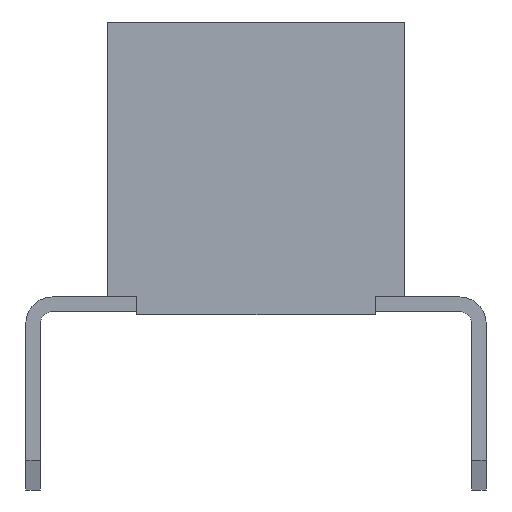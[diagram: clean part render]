
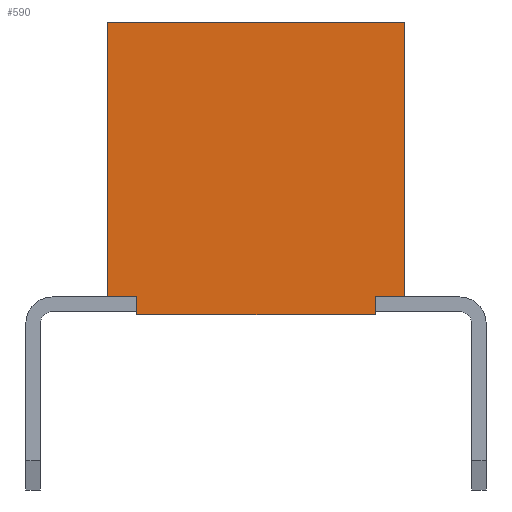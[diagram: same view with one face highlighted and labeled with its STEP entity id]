
A CAD part, left-side view. The second image highlights one B-rep face of the part: STEP entity #590.
In plain terms, the highlighted planar face has unit normal (-1, 0, 0).
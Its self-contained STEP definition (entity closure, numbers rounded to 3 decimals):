
#590=ADVANCED_FACE('',(#2840),#1788,.T.);
#1788=PLANE('',#23493);
#2840=FACE_OUTER_BOUND('',#4124,.T.);
#4124=EDGE_LOOP('',(#6292,#6293,#6294,#6295,#6296,#6297,#6298,#6299));
#6292=ORIENTED_EDGE('',*,*,#14995,.T.);
#6293=ORIENTED_EDGE('',*,*,#14993,.T.);
#6294=ORIENTED_EDGE('',*,*,#15025,.F.);
#6295=ORIENTED_EDGE('',*,*,#14533,.T.);
#6296=ORIENTED_EDGE('',*,*,#15026,.T.);
#6297=ORIENTED_EDGE('',*,*,#15027,.T.);
#6298=ORIENTED_EDGE('',*,*,#15028,.F.);
#6299=ORIENTED_EDGE('',*,*,#14529,.T.);
#12425=VERTEX_POINT('',#31951);
#12426=VERTEX_POINT('',#31953);
#12429=VERTEX_POINT('',#31959);
#12430=VERTEX_POINT('',#31961);
#12887=VERTEX_POINT('',#32876);
#12889=VERTEX_POINT('',#32880);
#12890=VERTEX_POINT('',#32917);
#12891=VERTEX_POINT('',#32919);
#14529=EDGE_CURVE('',#12426,#12425,#17859,.T.);
#14533=EDGE_CURVE('',#12430,#12429,#17863,.T.);
#14993=EDGE_CURVE('',#12887,#12889,#18323,.T.);
#14995=EDGE_CURVE('',#12425,#12887,#18325,.T.);
#15025=EDGE_CURVE('',#12430,#12889,#18355,.T.);
#15026=EDGE_CURVE('',#12429,#12890,#18356,.T.);
#15027=EDGE_CURVE('',#12890,#12891,#18357,.T.);
#15028=EDGE_CURVE('',#12426,#12891,#18358,.T.);
#17859=LINE('',#31952,#20897);
#17863=LINE('',#31960,#20901);
#18323=LINE('',#32881,#21361);
#18325=LINE('',#32884,#21363);
#18355=LINE('',#32915,#21393);
#18356=LINE('',#32916,#21394);
#18357=LINE('',#32918,#21395);
#18358=LINE('',#32920,#21396);
#20897=VECTOR('',#25486,1.);
#20901=VECTOR('',#25490,1.);
#21361=VECTOR('',#25952,1.);
#21363=VECTOR('',#25956,1.);
#21393=VECTOR('',#25988,1.);
#21394=VECTOR('',#25989,1.);
#21395=VECTOR('',#25990,1.);
#21396=VECTOR('',#25991,1.);
#23493=AXIS2_PLACEMENT_3D('',#32921,#25992,#25993);
#25486=DIRECTION('',(0.,-1.,0.));
#25490=DIRECTION('',(0.,-1.,0.));
#25952=DIRECTION('',(0.,1.,0.));
#25956=DIRECTION('',(0.,0.,1.));
#25988=DIRECTION('',(0.,0.,1.));
#25989=DIRECTION('',(0.,0.,-1.));
#25990=DIRECTION('',(0.,-1.,0.));
#25991=DIRECTION('',(0.,0.,-1.));
#25992=DIRECTION('',(-1.,0.,0.));
#25993=DIRECTION('',(0.,0.,1.));
#31951=CARTESIAN_POINT('',(0.,0.,0.));
#31952=CARTESIAN_POINT('',(0.,2.54,0.));
#31953=CARTESIAN_POINT('',(0.,0.5,0.));
#31959=CARTESIAN_POINT('',(0.,4.58,0.));
#31960=CARTESIAN_POINT('',(0.,2.54,0.));
#31961=CARTESIAN_POINT('',(0.,5.08,0.));
#32876=CARTESIAN_POINT('',(0.,0.,4.7));
#32880=CARTESIAN_POINT('',(0.,5.08,4.7));
#32881=CARTESIAN_POINT('',(0.,2.54,4.7));
#32884=CARTESIAN_POINT('',(0.,0.,0.));
#32915=CARTESIAN_POINT('',(0.,5.08,0.));
#32916=CARTESIAN_POINT('',(0.,4.58,-0.3));
#32917=CARTESIAN_POINT('',(0.,4.58,-0.3));
#32918=CARTESIAN_POINT('',(0.,4.58,-0.3));
#32919=CARTESIAN_POINT('',(0.,0.5,-0.3));
#32920=CARTESIAN_POINT('',(0.,0.5,-0.3));
#32921=CARTESIAN_POINT('',(0.,2.54,0.));
